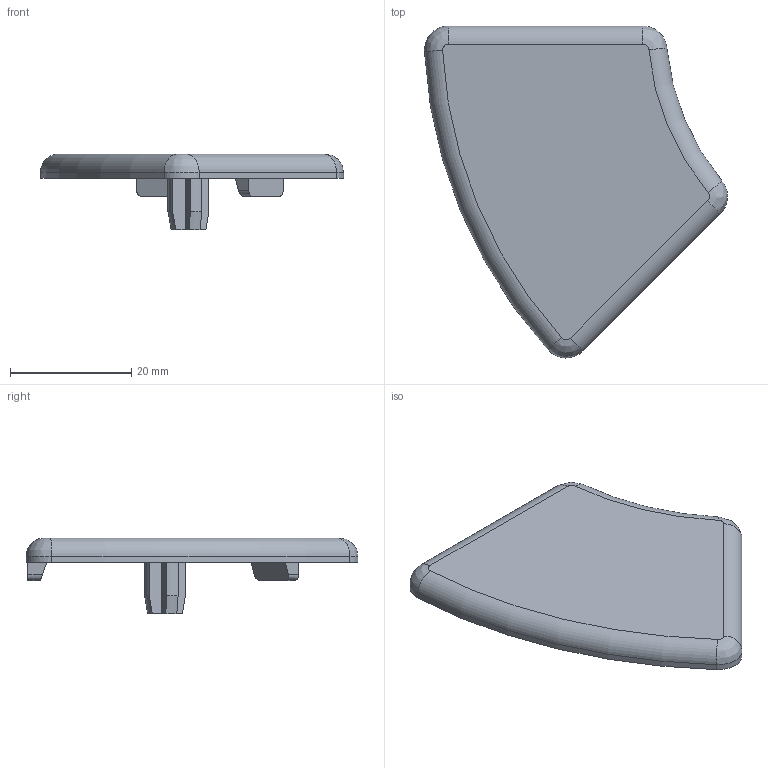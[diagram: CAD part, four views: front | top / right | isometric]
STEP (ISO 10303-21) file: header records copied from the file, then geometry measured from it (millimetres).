
FILE_DESCRIPTION(/* description */ (''),/* implementation_level */ '2;1');
FILE_NAME(/* name */ '224045R.stp',/* time_stamp */ '2022-10-05T09:24:58+02:00',/* author */ ('aluteckkpl_am'),/* organization */ (''),/* preprocessor_version */ 'ST-DEVELOPER v18.1',/* originating_system */ 'Autodesk Inventor 2021',/* authorisation */ '');
FILE_SCHEMA (('CONFIG_CONTROL_DESIGN'));
Length unit declared in the file: millimetre
Products named in the file (2): 224045R-ZP; -
Assembly tree (1 placements, depth 2):
  224045R-ZP
    -
Bounding box: 50.07 x 54.84 x 12.5 mm (x, y, z)
Volume: 6116 mm3; surface area: 4683.3 mm2
Topology: 1 solids, 1 shells, 68 faces, 172 edges, 108 vertices
Faces by surface type: plane 28, cylinder 26, torus 6, bspline 4, cone 4
Entity records: 2209 total; most frequent: CARTESIAN_POINT 515, DIRECTION 348, ORIENTED_EDGE 344, EDGE_CURVE 172, AXIS2_PLACEMENT_3D 125, VERTEX_POINT 108, LINE 98, VECTOR 98
